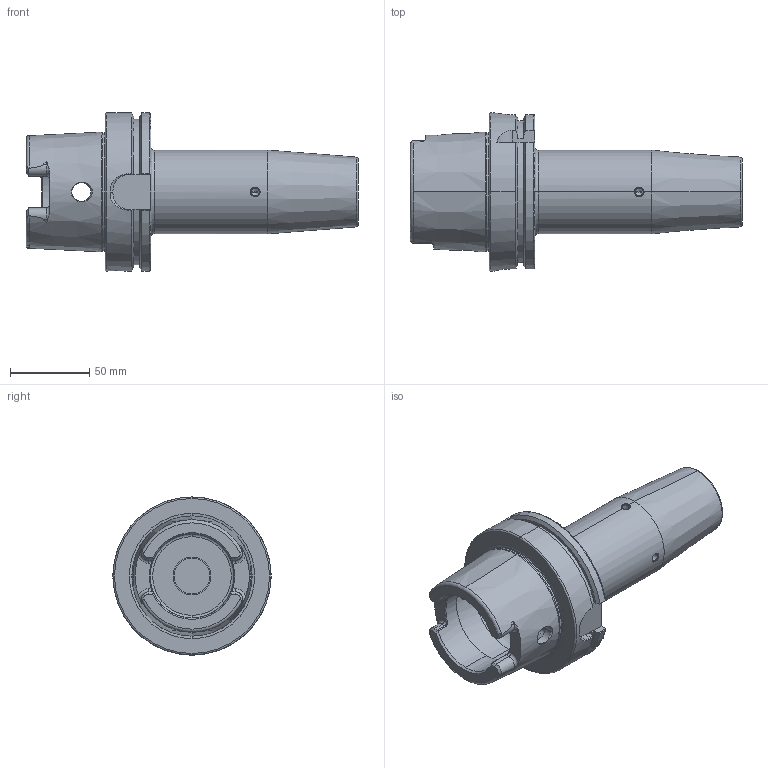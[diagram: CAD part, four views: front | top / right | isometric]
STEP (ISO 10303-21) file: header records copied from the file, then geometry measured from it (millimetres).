
FILE_DESCRIPTION((''),'2;1');
FILE_NAME('HSK100A-SFH31_75-160-3D','2020-12-22T15:43:59',('user'),(''),'CREO PARAMETRIC BY PTC INC, 2018400','CREO PARAMETRIC BY PTC INC, 2018400','');
FILE_SCHEMA(('CONFIG_CONTROL_DESIGN'));
Length unit declared in the file: millimetre
Products named in the file (1): HSK100A-SFH31_75-160-3D
Bounding box: 210 x 100 x 100 mm (x, y, z)
Volume: 461815.9 mm3; surface area: 81256.6 mm2
Topology: 1 solids, 6 shells, 209 faces, 534 edges, 330 vertices
Faces by surface type: cylinder 68, cone 57, plane 55, torus 25, bspline 4
Entity records: 7119 total; most frequent: CARTESIAN_POINT 2116, DIRECTION 1052, ORIENTED_EDGE 1018, EDGE_CURVE 526, AXIS2_PLACEMENT_3D 425, VERTEX_POINT 330, EDGE_LOOP 225, CIRCLE 219
